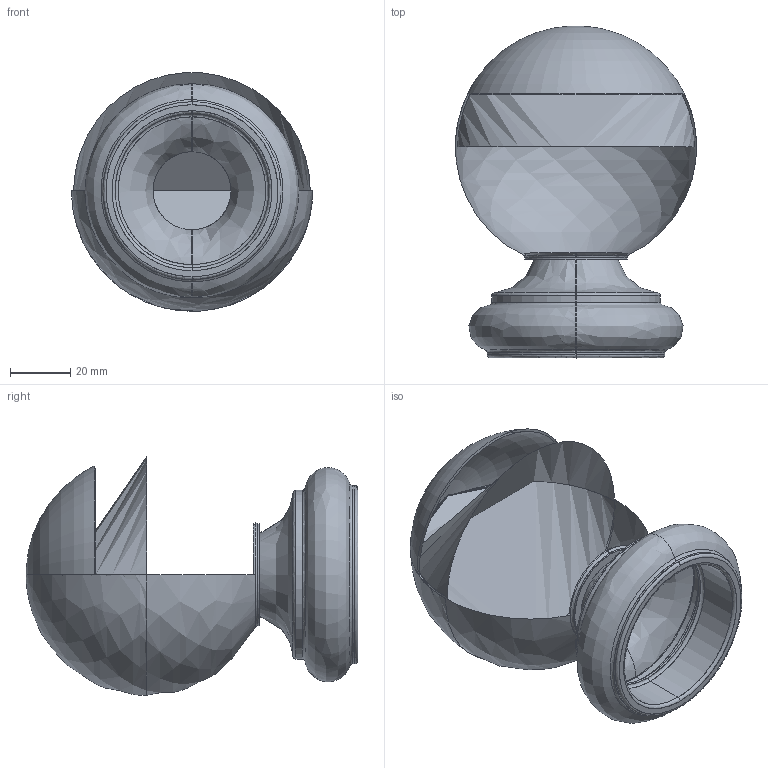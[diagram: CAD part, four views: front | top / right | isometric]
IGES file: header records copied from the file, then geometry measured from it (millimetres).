
Start section: SolidWorks IGES file using analytic representation for surfaces
Global section: file name: àðò. KRT102.IGS; native system: SolidWorks 2014; preprocessor: SolidWorks 2014; author: Àíäðåé; date: 140525.012029; units: millimetre
Bounding box: 80 x 110 x 79.09 mm (x, y, z)
Surface area: 55270.8 mm2 (no closed solid volume)
Topology: 0 solids, 0 shells, 60 faces, 712 edges, 711 vertices
Faces by surface type: bspline 40, revolution 20
